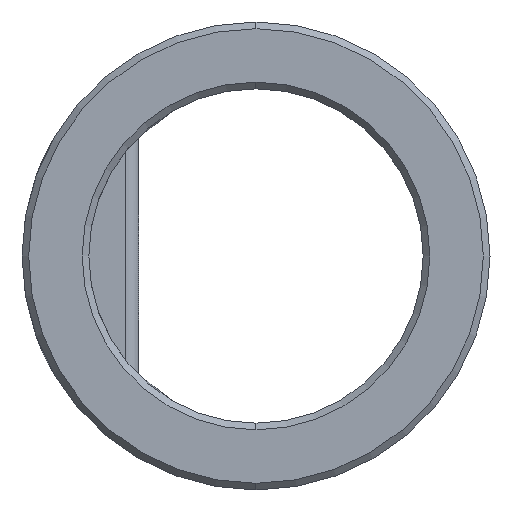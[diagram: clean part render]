
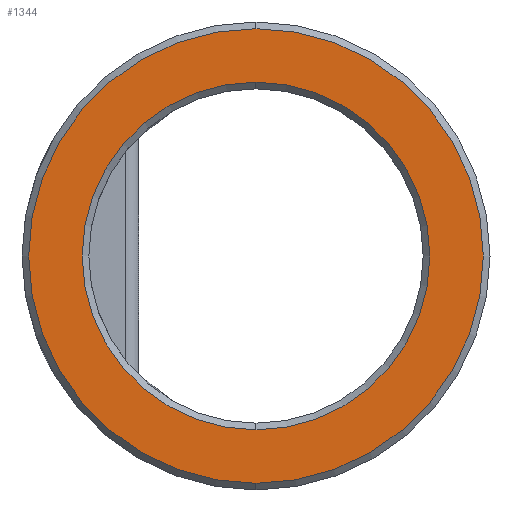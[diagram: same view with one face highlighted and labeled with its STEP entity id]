
A CAD part, left-side view. The second image highlights one B-rep face of the part: STEP entity #1344.
In plain terms, the highlighted planar face has unit normal (-1, 0, 0).
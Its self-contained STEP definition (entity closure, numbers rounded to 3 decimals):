
#9 = PLANE ( 'NONE',  #365 ) ;
#18 = EDGE_LOOP ( 'NONE', ( #1386, #504 ) ) ;
#31 = CIRCLE ( 'NONE', #676, 3.4 ) ;
#104 = DIRECTION ( 'NONE',  ( 0., 0., -1. ) ) ;
#125 = CARTESIAN_POINT ( 'NONE',  ( -12.5, 0., 0. ) ) ;
#132 = ORIENTED_EDGE ( 'NONE', *, *, #293, .T. ) ;
#168 = CIRCLE ( 'NONE', #1463, 2.6 ) ;
#293 = EDGE_CURVE ( 'NONE', #971, #832, #794, .T. ) ;
#365 = AXIS2_PLACEMENT_3D ( 'NONE', #467, #1289, #804 ) ;
#374 = EDGE_LOOP ( 'NONE', ( #1482, #132 ) ) ;
#396 = DIRECTION ( 'NONE',  ( 0., 0., -1. ) ) ;
#467 = CARTESIAN_POINT ( 'NONE',  ( -12.5, 2.5, 0. ) ) ;
#504 = ORIENTED_EDGE ( 'NONE', *, *, #562, .T. ) ;
#517 = VERTEX_POINT ( 'NONE', #920 ) ;
#544 = CARTESIAN_POINT ( 'NONE',  ( -12.5, 0., 0. ) ) ;
#562 = EDGE_CURVE ( 'NONE', #885, #517, #1020, .T. ) ;
#577 = FACE_BOUND ( 'NONE', #374, .T. ) ;
#676 = AXIS2_PLACEMENT_3D ( 'NONE', #926, #1297, #931 ) ;
#687 = CARTESIAN_POINT ( 'NONE',  ( -12.5, 0., -2.6 ) ) ;
#699 = AXIS2_PLACEMENT_3D ( 'NONE', #544, #1379, #104 ) ;
#733 = EDGE_CURVE ( 'NONE', #832, #971, #168, .T. ) ;
#794 = CIRCLE ( 'NONE', #970, 2.6 ) ;
#804 = DIRECTION ( 'NONE',  ( 0., 0., -1. ) ) ;
#832 = VERTEX_POINT ( 'NONE', #1015 ) ;
#839 = DIRECTION ( 'NONE',  ( 1., 0., 0. ) ) ;
#885 = VERTEX_POINT ( 'NONE', #1006 ) ;
#920 = CARTESIAN_POINT ( 'NONE',  ( -12.5, 0., -3.4 ) ) ;
#925 = EDGE_CURVE ( 'NONE', #517, #885, #31, .T. ) ;
#926 = CARTESIAN_POINT ( 'NONE',  ( -12.5, 0., 0. ) ) ;
#931 = DIRECTION ( 'NONE',  ( 0., 0., -1. ) ) ;
#935 = DIRECTION ( 'NONE',  ( 0., 0., -1. ) ) ;
#970 = AXIS2_PLACEMENT_3D ( 'NONE', #125, #839, #935 ) ;
#971 = VERTEX_POINT ( 'NONE', #687 ) ;
#1006 = CARTESIAN_POINT ( 'NONE',  ( -12.5, 0., 3.4 ) ) ;
#1015 = CARTESIAN_POINT ( 'NONE',  ( -12.5, 0., 2.6 ) ) ;
#1020 = CIRCLE ( 'NONE', #699, 3.4 ) ;
#1059 = FACE_OUTER_BOUND ( 'NONE', #18, .T. ) ;
#1085 = CARTESIAN_POINT ( 'NONE',  ( -12.5, 0., 0. ) ) ;
#1289 = DIRECTION ( 'NONE',  ( 1., 0., 0. ) ) ;
#1297 = DIRECTION ( 'NONE',  ( -1., 0., 0. ) ) ;
#1326 = DIRECTION ( 'NONE',  ( 1., 0., 0. ) ) ;
#1344 = ADVANCED_FACE ( 'NONE', ( #577, #1059 ), #9, .F. ) ;
#1379 = DIRECTION ( 'NONE',  ( -1., 0., 0. ) ) ;
#1386 = ORIENTED_EDGE ( 'NONE', *, *, #925, .T. ) ;
#1463 = AXIS2_PLACEMENT_3D ( 'NONE', #1085, #1326, #396 ) ;
#1482 = ORIENTED_EDGE ( 'NONE', *, *, #733, .T. ) ;
